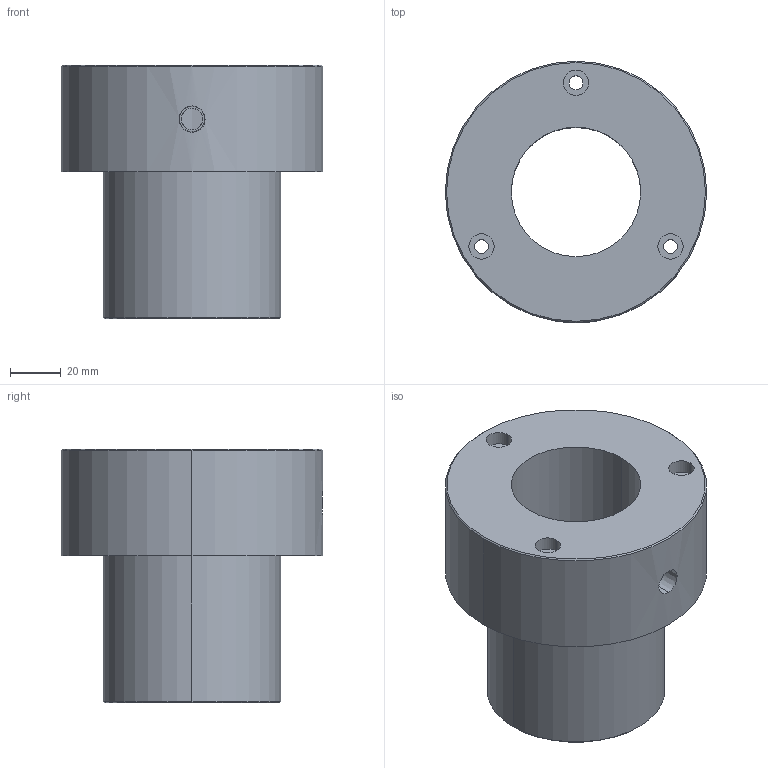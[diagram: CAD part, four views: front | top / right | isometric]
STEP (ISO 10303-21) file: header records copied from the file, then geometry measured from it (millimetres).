
FILE_DESCRIPTION (( 'STEP AP203' ), '1' );
FILE_NAME ('92ec.STEP', '2024-01-08T12:19:34', ( '' ), ( '' ), 'SwSTEP 2.0', 'SolidWorks 2019', '' );
FILE_SCHEMA (( 'CONFIG_CONTROL_DESIGN' ));
Length unit declared in the file: millimetre
Products named in the file (1): 92ec
Bounding box: 103 x 103 x 100 mm (x, y, z)
Volume: 362500.2 mm3; surface area: 57688.3 mm2
Topology: 1 solids, 1 shells, 36 faces, 80 edges, 52 vertices
Faces by surface type: cylinder 22, plane 8, cone 6
Entity records: 1249 total; most frequent: CARTESIAN_POINT 309, DIRECTION 198, ORIENTED_EDGE 160, AXIS2_PLACEMENT_3D 85, EDGE_CURVE 80, VERTEX_POINT 52, EDGE_LOOP 52, CIRCLE 48
